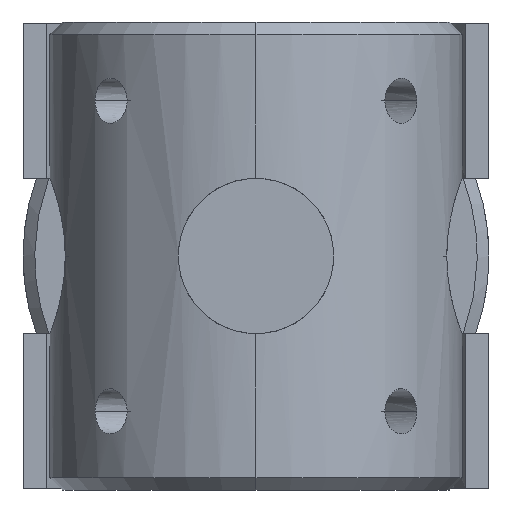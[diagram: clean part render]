
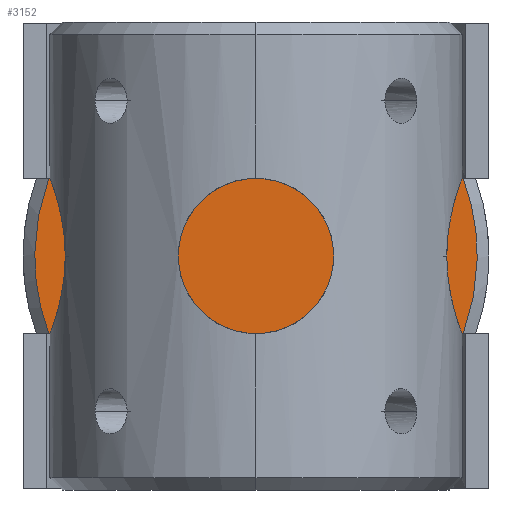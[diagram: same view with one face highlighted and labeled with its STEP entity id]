
A CAD part, left-side view. The second image highlights one B-rep face of the part: STEP entity #3152.
In plain terms, the highlighted face is planar.
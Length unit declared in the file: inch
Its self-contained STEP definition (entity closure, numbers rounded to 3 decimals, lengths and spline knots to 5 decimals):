
#653=(
BOUNDED_CURVE()
B_SPLINE_CURVE(2,(#5183,#5184,#5185,#5186,#5187),.UNSPECIFIED.,.F.,.U.)
B_SPLINE_CURVE_WITH_KNOTS((3,2,3),(-2.43448,-2.07586,-1.71724),
 .UNSPECIFIED.)
CURVE()
GEOMETRIC_REPRESENTATION_ITEM()
RATIONAL_B_SPLINE_CURVE((1.,0.984,1.,0.984,1.))
REPRESENTATION_ITEM('')
);
#654=(
BOUNDED_CURVE()
B_SPLINE_CURVE(2,(#5192,#5193,#5194,#5195,#5196),.UNSPECIFIED.,.F.,.U.)
B_SPLINE_CURVE_WITH_KNOTS((3,2,3),(-0.71724,-0.35862,
0.),.UNSPECIFIED.)
CURVE()
GEOMETRIC_REPRESENTATION_ITEM()
RATIONAL_B_SPLINE_CURVE((1.,0.984,1.,0.984,1.))
REPRESENTATION_ITEM('')
);
#864=PLANE('',#3337);
#1043=VERTEX_POINT('',#5181);
#1044=VERTEX_POINT('',#5182);
#1045=VERTEX_POINT('',#5188);
#1046=VERTEX_POINT('',#5191);
#1273=B_SPLINE_CURVE_WITH_KNOTS('',1,(#5179,#5180),.UNSPECIFIED.,.F.,.U.,
(2,2),(-3.43448,-2.43448),.UNSPECIFIED.);
#1274=B_SPLINE_CURVE_WITH_KNOTS('',1,(#5189,#5190),.UNSPECIFIED.,.F.,.U.,
(2,2),(-1.71724,-0.71724),.UNSPECIFIED.);
#1533=EDGE_CURVE('',#1043,#1044,#1273,.T.);
#1534=EDGE_CURVE('',#1044,#1045,#653,.T.);
#1535=EDGE_CURVE('',#1045,#1046,#1274,.T.);
#1536=EDGE_CURVE('',#1046,#1043,#654,.T.);
#2048=ORIENTED_EDGE('',*,*,#1533,.T.);
#2049=ORIENTED_EDGE('',*,*,#1534,.T.);
#2050=ORIENTED_EDGE('',*,*,#1535,.T.);
#2051=ORIENTED_EDGE('',*,*,#1536,.T.);
#2670=EDGE_LOOP('',(#2048,#2049,#2050,#2051));
#2922=FACE_BOUND('',#2670,.T.);
#3152=ADVANCED_FACE('',(#2922),#864,.T.);
#3337=AXIS2_PLACEMENT_3D('',#5178,#3647,$);
#3647=DIRECTION('',(0.,0.,1.));
#5178=CARTESIAN_POINT('',(0.,0.,1.));
#5179=CARTESIAN_POINT('',(-0.50023,-0.1875,1.));
#5180=CARTESIAN_POINT('',(0.50023,-0.1875,1.));
#5181=CARTESIAN_POINT('',(-0.50023,-0.1875,1.));
#5182=CARTESIAN_POINT('',(0.50023,-0.1875,1.));
#5183=CARTESIAN_POINT('',(0.50023,-0.1875,1.));
#5184=CARTESIAN_POINT('',(0.53422,-0.09683,1.));
#5185=CARTESIAN_POINT('',(0.53422,0.,1.));
#5186=CARTESIAN_POINT('',(0.53422,0.09683,1.));
#5187=CARTESIAN_POINT('',(0.50023,0.1875,1.));
#5188=CARTESIAN_POINT('',(0.50023,0.1875,1.));
#5189=CARTESIAN_POINT('',(0.50023,0.1875,1.));
#5190=CARTESIAN_POINT('',(-0.50023,0.1875,1.));
#5191=CARTESIAN_POINT('',(-0.50023,0.1875,1.));
#5192=CARTESIAN_POINT('',(-0.50023,0.1875,1.));
#5193=CARTESIAN_POINT('',(-0.53422,0.09683,1.));
#5194=CARTESIAN_POINT('',(-0.53422,0.,1.));
#5195=CARTESIAN_POINT('',(-0.53422,-0.09683,1.));
#5196=CARTESIAN_POINT('',(-0.50023,-0.1875,1.));
